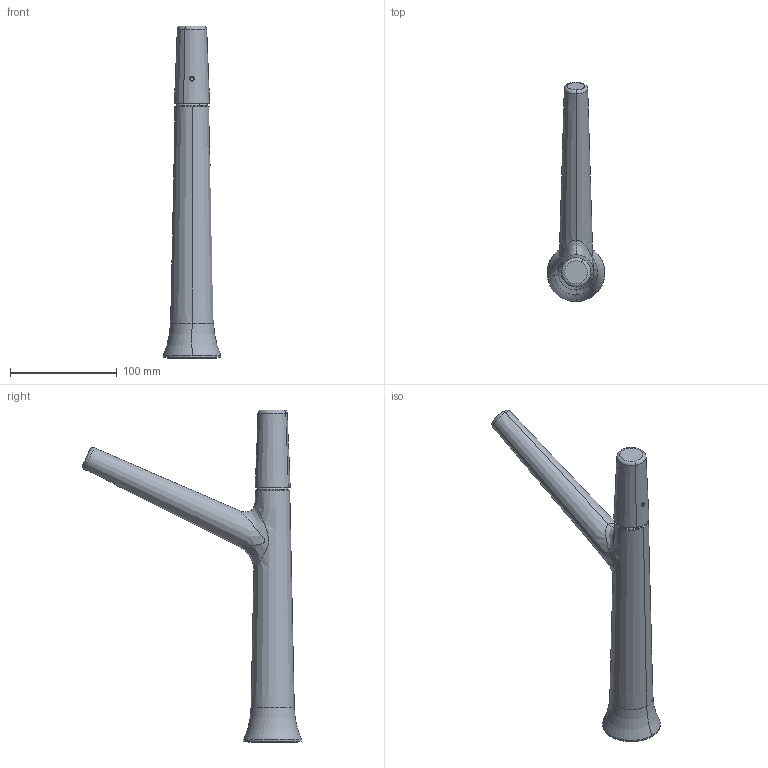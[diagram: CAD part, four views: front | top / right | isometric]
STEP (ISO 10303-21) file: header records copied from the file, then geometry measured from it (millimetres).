
FILE_DESCRIPTION(('CATIA V5 STEP Exchange'),'2;1');
FILE_NAME('VI 00354 4 MonoLavabo Alto.stp','2018-11-19T09:09:36+00:00',('none'),('none'),'Version 5-6 Release 2013','CATIA V5 STEP AP203','none');
FILE_SCHEMA(('CONFIG_CONTROL_DESIGN'));
Length unit declared in the file: millimetre
Products named in the file (1): VI 00354 4
Bounding box: 54 x 205.15 x 311.1 mm (x, y, z)
Volume: 164539.8 mm3; surface area: 99465.9 mm2
Topology: 2 solids, 2 shells, 623 faces, 1579 edges, 938 vertices
Faces by surface type: plane 182, cylinder 136, bspline 136, torus 78, cone 55, sphere 24, extrusion 8, revolution 4
Entity records: 31122 total; most frequent: CARTESIAN_POINT 18503, ORIENTED_EDGE 3114, DIRECTION 1661, EDGE_CURVE 1557, VERTEX_POINT 938, AXIS2_PLACEMENT_3D 784, EDGE_LOOP 649, ADVANCED_FACE 623
